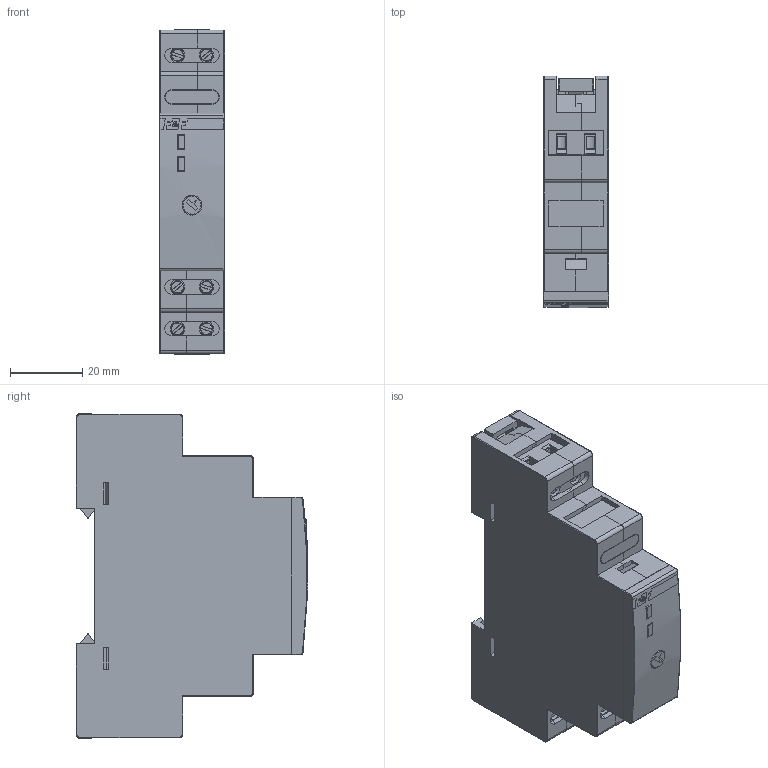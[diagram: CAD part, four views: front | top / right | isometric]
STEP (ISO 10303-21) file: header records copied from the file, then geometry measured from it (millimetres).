
FILE_DESCRIPTION(('STEP AP242'), '1');
FILE_NAME('AZ-112 ñáîðêà', '', ('UNSPECIFIED'), ('UNSPECIFIED'), 'C3D Converter', 'C3D Toolkit', '');
FILE_SCHEMA(('AP242_MANAGED_MODEL_BASED_3D_ENGINEERING_MIM_LF { 1 0 10303 442 1 1 4 }'));
Length unit declared in the file: millimetre
Assembly tree (15 placements, depth 3):
  (unnamed)
    (unnamed)  x2
    (unnamed)  x3
      (unnamed)
    (unnamed)
      (unnamed)
    (unnamed)
    (unnamed)
    (unnamed)  x2
    (unnamed)
    (unnamed)
Bounding box: 18.02 x 64 x 90 mm (x, y, z)
Volume: 27198.2 mm3; surface area: 36513.6 mm2
Topology: 29 solids, 29 shells, 982 faces, 2575 edges, 1653 vertices
Faces by surface type: plane 775, cylinder 112, extrusion 41, cone 25, torus 21, sphere 8
Full cylindrical faces by diameter (mm): 2 x6, 4 x6, 5.5 x1, 6.5 x1
Entity records: 19263 total; most frequent: CARTESIAN_POINT 3507, ORIENTED_EDGE 2960, DIRECTION 2681, EDGE_CURVE 1480, VECTOR 1239, LINE 1198, VERTEX_POINT 963, AXIS2_PLACEMENT_3D 721
